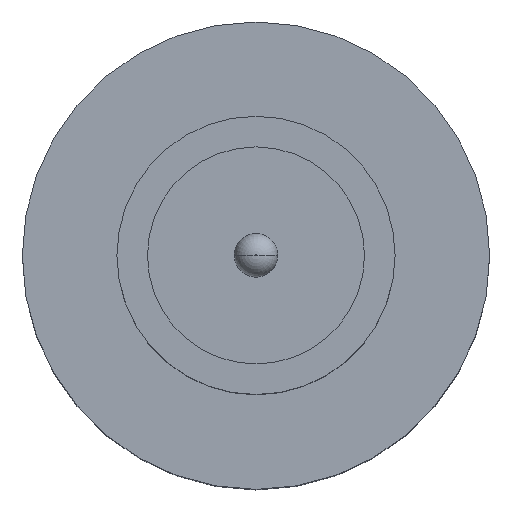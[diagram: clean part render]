
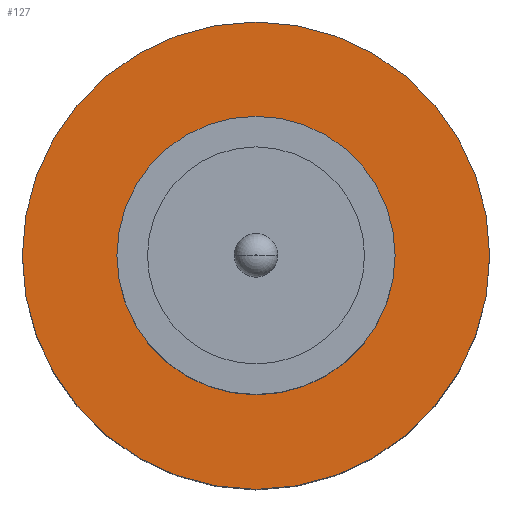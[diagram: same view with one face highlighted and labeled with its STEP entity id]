
A CAD part, top view. The second image highlights one B-rep face of the part: STEP entity #127.
In plain terms, the highlighted planar face has unit normal (0, 0, 1).
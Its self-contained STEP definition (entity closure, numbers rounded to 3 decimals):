
#5 = DIRECTION ( 'NONE',  ( 1., 0., 0. ) ) ;
#7 = EDGE_LOOP ( 'NONE', ( #288, #321 ) ) ;
#15 = VERTEX_POINT ( 'NONE', #454 ) ;
#77 = DIRECTION ( 'NONE',  ( 0., 0., 1. ) ) ;
#127 = ADVANCED_FACE ( 'NONE', ( #169, #407 ), #685, .T. ) ;
#132 = CARTESIAN_POINT ( 'NONE',  ( 2.1, 0., 1.55 ) ) ;
#145 = CIRCLE ( 'NONE', #452, 1.25 ) ;
#169 = FACE_BOUND ( 'NONE', #791, .T. ) ;
#177 = EDGE_CURVE ( 'NONE', #486, #789, #145, .T. ) ;
#182 = AXIS2_PLACEMENT_3D ( 'NONE', #241, #525, #874 ) ;
#205 = CARTESIAN_POINT ( 'NONE',  ( 0., 0., 1.55 ) ) ;
#207 = CARTESIAN_POINT ( 'NONE',  ( -1.25, 0., 1.55 ) ) ;
#221 = AXIS2_PLACEMENT_3D ( 'NONE', #439, #77, #5 ) ;
#236 = VERTEX_POINT ( 'NONE', #132 ) ;
#241 = CARTESIAN_POINT ( 'NONE',  ( 0., 0., 1.55 ) ) ;
#278 = EDGE_CURVE ( 'NONE', #236, #15, #515, .T. ) ;
#284 = DIRECTION ( 'NONE',  ( 0., 0., 1. ) ) ;
#288 = ORIENTED_EDGE ( 'NONE', *, *, #573, .T. ) ;
#321 = ORIENTED_EDGE ( 'NONE', *, *, #278, .T. ) ;
#365 = AXIS2_PLACEMENT_3D ( 'NONE', #205, #895, #898 ) ;
#389 = CIRCLE ( 'NONE', #221, 2.1 ) ;
#407 = FACE_OUTER_BOUND ( 'NONE', #7, .T. ) ;
#420 = DIRECTION ( 'NONE',  ( 1., 0., 0. ) ) ;
#439 = CARTESIAN_POINT ( 'NONE',  ( 0., 0., 1.55 ) ) ;
#452 = AXIS2_PLACEMENT_3D ( 'NONE', #695, #284, #766 ) ;
#454 = CARTESIAN_POINT ( 'NONE',  ( -2.1, 0., 1.55 ) ) ;
#463 = CIRCLE ( 'NONE', #842, 1.25 ) ;
#477 = EDGE_CURVE ( 'NONE', #789, #486, #463, .T. ) ;
#486 = VERTEX_POINT ( 'NONE', #207 ) ;
#515 = CIRCLE ( 'NONE', #182, 2.1 ) ;
#525 = DIRECTION ( 'NONE',  ( 0., 0., 1. ) ) ;
#573 = EDGE_CURVE ( 'NONE', #15, #236, #389, .T. ) ;
#583 = CARTESIAN_POINT ( 'NONE',  ( 1.25, 0., 1.55 ) ) ;
#636 = CARTESIAN_POINT ( 'NONE',  ( 0., 0., 1.55 ) ) ;
#685 = PLANE ( 'NONE',  #365 ) ;
#695 = CARTESIAN_POINT ( 'NONE',  ( 0., 0., 1.55 ) ) ;
#766 = DIRECTION ( 'NONE',  ( 1., 0., 0. ) ) ;
#789 = VERTEX_POINT ( 'NONE', #583 ) ;
#791 = EDGE_LOOP ( 'NONE', ( #854, #889 ) ) ;
#838 = DIRECTION ( 'NONE',  ( 0., 0., 1. ) ) ;
#842 = AXIS2_PLACEMENT_3D ( 'NONE', #636, #838, #420 ) ;
#854 = ORIENTED_EDGE ( 'NONE', *, *, #477, .F. ) ;
#874 = DIRECTION ( 'NONE',  ( 1., 0., 0. ) ) ;
#889 = ORIENTED_EDGE ( 'NONE', *, *, #177, .F. ) ;
#895 = DIRECTION ( 'NONE',  ( 0., 0., 1. ) ) ;
#898 = DIRECTION ( 'NONE',  ( 1., 0., 0. ) ) ;
